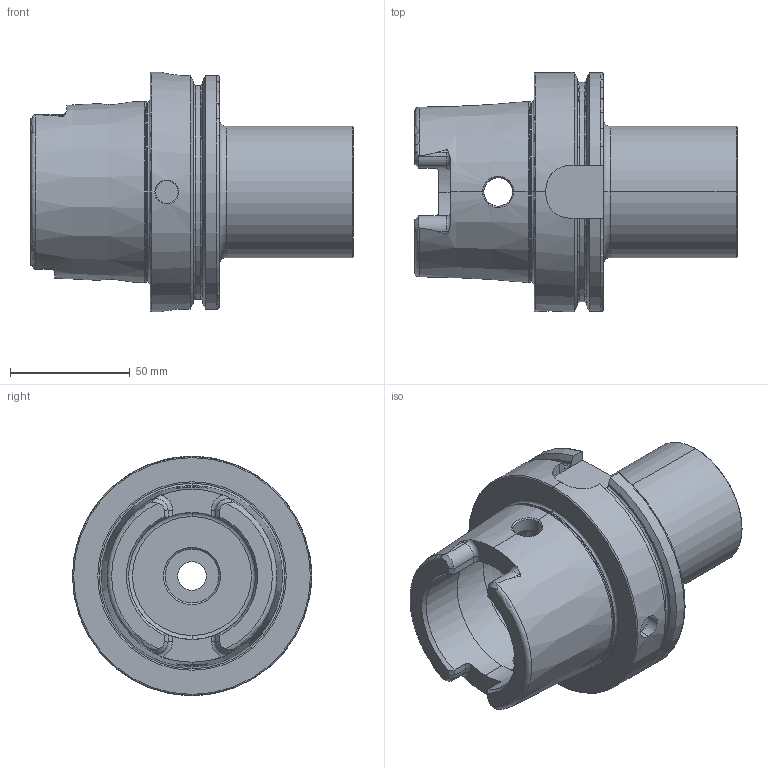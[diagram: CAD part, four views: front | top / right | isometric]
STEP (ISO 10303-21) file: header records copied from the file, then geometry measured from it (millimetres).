
FILE_DESCRIPTION (( 'STEP AP203' ), '1' );
FILE_NAME ('100.100.551C.STEP', '2018-03-12T10:10:30', ( 'SWIAdmin' ), ( 'Hewlett-Packard Company' ), 'SwSTEP 2.0', 'SolidWorks 2017', '' );
FILE_SCHEMA (( 'CONFIG_CONTROL_DESIGN' ));
Length unit declared in the file: millimetre
Products named in the file (1): 100.100.551C
Bounding box: 134.9 x 100 x 100 mm (x, y, z)
Volume: 352842.7 mm3; surface area: 63668.8 mm2
Topology: 1 solids, 1 shells, 178 faces, 445 edges, 273 vertices
Faces by surface type: cylinder 54, plane 43, torus 41, cone 36, bspline 4
Entity records: 6560 total; most frequent: CARTESIAN_POINT 2300, ORIENTED_EDGE 890, DIRECTION 883, EDGE_CURVE 445, AXIS2_PLACEMENT_3D 368, VERTEX_POINT 273, CIRCLE 193, EDGE_LOOP 188
